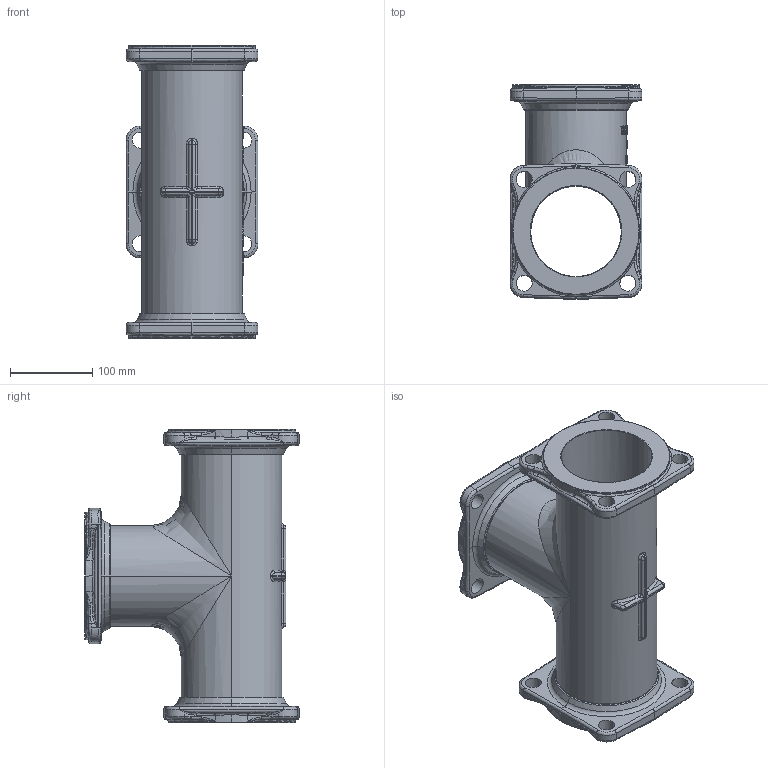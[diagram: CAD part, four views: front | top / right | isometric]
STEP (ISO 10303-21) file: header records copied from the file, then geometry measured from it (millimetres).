
FILE_DESCRIPTION (( 'STEP AP203' ), '1' );
FILE_NAME ('100x100 fl-fl tee PN16.STEP', '2024-04-15T23:55:29', ( '' ), ( '' ), 'SwSTEP 2.0', 'SolidWorks 2022', '' );
FILE_SCHEMA (( 'CONFIG_CONTROL_DESIGN' ));
Products named in the file (1): 100x100 fl-fl tee PN16
Bounding box: 159.87 x 260.14 x 356 mm (x, y, z)
Volume: 1729033 mm3; surface area: 428329 mm2
Topology: 1 solids, 1 shells, 738 faces, 1894 edges, 1152 vertices
Faces by surface type: bspline 366, plane 158, cylinder 146, torus 34, cone 30, sphere 4
Entity records: 64952 total; most frequent: CARTESIAN_POINT 50339, ORIENTED_EDGE 3724, DIRECTION 1926, EDGE_CURVE 1862, VERTEX_POINT 1152, B_SPLINE_CURVE_WITH_KNOTS 1049, EDGE_LOOP 792, AXIS2_PLACEMENT_3D 764
